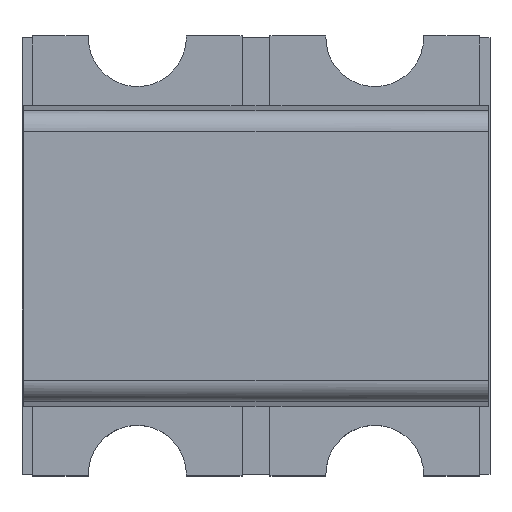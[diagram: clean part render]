
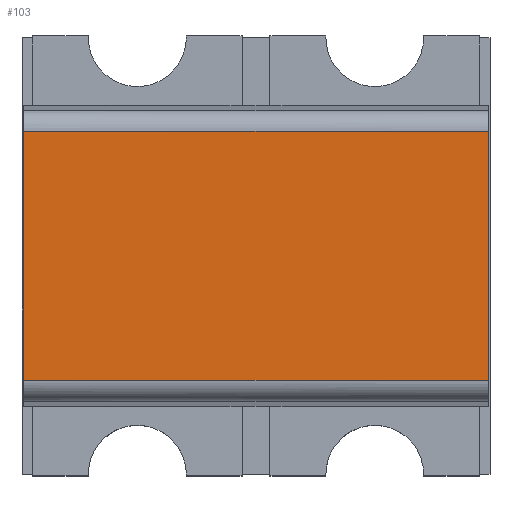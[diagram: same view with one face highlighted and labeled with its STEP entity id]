
A CAD part, top view. The second image highlights one B-rep face of the part: STEP entity #103.
In plain terms, the highlighted planar face has unit normal (0, 0, 1).
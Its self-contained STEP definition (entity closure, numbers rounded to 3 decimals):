
#103=ADVANCED_FACE('',(#215),#1797,.T.);
#215=FACE_OUTER_BOUND('',#327,.T.);
#327=EDGE_LOOP('',(#445,#446,#447,#448));
#445=ORIENTED_EDGE('',*,*,#1023,.T.);
#446=ORIENTED_EDGE('',*,*,#1022,.T.);
#447=ORIENTED_EDGE('',*,*,#1021,.T.);
#448=ORIENTED_EDGE('',*,*,#1020,.T.);
#1020=EDGE_CURVE('',#1598,#1595,#1344,.T.);
#1021=EDGE_CURVE('',#1597,#1598,#1345,.T.);
#1022=EDGE_CURVE('',#1596,#1597,#1346,.T.);
#1023=EDGE_CURVE('',#1595,#1596,#1347,.T.);
#1344=B_SPLINE_CURVE_WITH_KNOTS('',1,(#2131,#2132),.UNSPECIFIED.,.F.,.F.,
(2,2),(0.,1.),.UNSPECIFIED.);
#1345=B_SPLINE_CURVE_WITH_KNOTS('',1,(#2133,#2134),.UNSPECIFIED.,.F.,.F.,
(2,2),(0.,1.),.UNSPECIFIED.);
#1346=B_SPLINE_CURVE_WITH_KNOTS('',1,(#2135,#2136),.UNSPECIFIED.,.F.,.F.,
(2,2),(0.,1.),.UNSPECIFIED.);
#1347=B_SPLINE_CURVE_WITH_KNOTS('',1,(#2137,#2138),.UNSPECIFIED.,.F.,.F.,
(2,2),(0.,1.),.UNSPECIFIED.);
#1595=VERTEX_POINT('',#2111);
#1596=VERTEX_POINT('',#2112);
#1597=VERTEX_POINT('',#2113);
#1598=VERTEX_POINT('',#2114);
#1797=PLANE('',#1903);
#1903=AXIS2_PLACEMENT_3D('',#2081,#1992,$);
#1992=DIRECTION('',(0.,0.,1.));
#2081=CARTESIAN_POINT('',(-0.878,-0.47,0.701));
#2111=CARTESIAN_POINT('',(0.845,-0.452,0.701));
#2112=CARTESIAN_POINT('',(0.845,0.452,0.701));
#2113=CARTESIAN_POINT('',(-0.845,0.452,0.701));
#2114=CARTESIAN_POINT('',(-0.845,-0.452,0.701));
#2131=CARTESIAN_POINT('',(-0.845,-0.452,0.701));
#2132=CARTESIAN_POINT('',(0.845,-0.452,0.701));
#2133=CARTESIAN_POINT('',(-0.845,0.452,0.701));
#2134=CARTESIAN_POINT('',(-0.845,-0.452,0.701));
#2135=CARTESIAN_POINT('',(0.845,0.452,0.701));
#2136=CARTESIAN_POINT('',(-0.845,0.452,0.701));
#2137=CARTESIAN_POINT('',(0.845,-0.452,0.701));
#2138=CARTESIAN_POINT('',(0.845,0.452,0.701));
